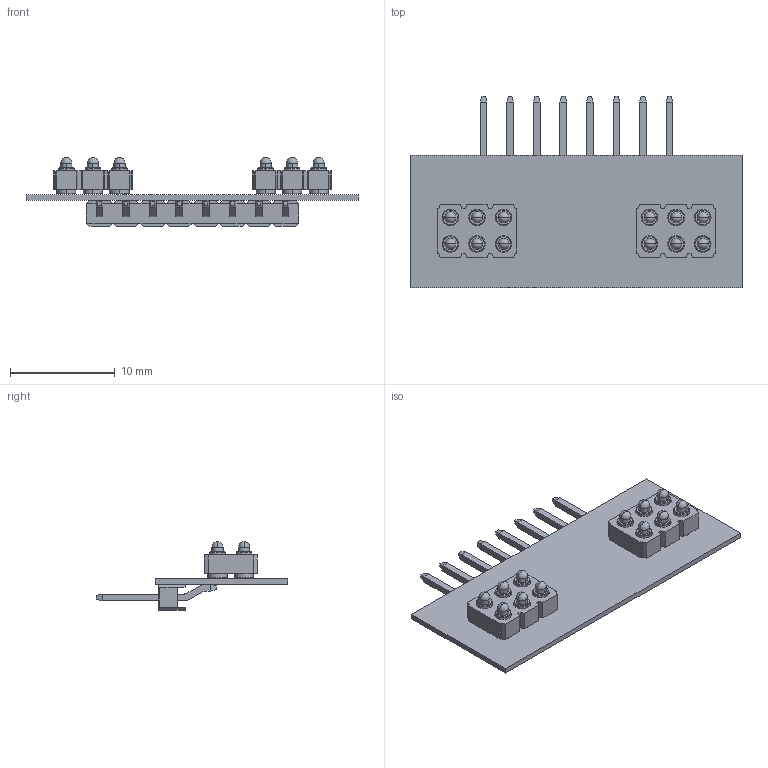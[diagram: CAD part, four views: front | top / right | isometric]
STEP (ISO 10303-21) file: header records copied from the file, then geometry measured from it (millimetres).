
FILE_DESCRIPTION(('Open CASCADE Model'),'2;1');
FILE_NAME('Open CASCADE Shape Model','2022-05-25T00:37:49',('Author'),( 'Open CASCADE'),'Open CASCADE STEP processor 6.8','Open CASCADE 6.8' ,'Unknown');
FILE_SCHEMA(('AUTOMOTIVE_DESIGN { 1 0 10303 214 1 1 1 1 }'));
Length unit declared in the file: millimetre
Products named in the file (12): PCB; BoardPogoBattPack-V0; Open CASCADE STEP translator 6.8 3.1.1; J2PogoBattPack-V0; 8766923184; M20-88908_MOULD; M20-889_CONTACT; J3PogoBattPack-V0; mill-max-813-22-006-30-000101; mill-max-813-22-006-30-000101_
P4XX-28-011-00-090000(P406-28-011-00-090000); mill-max-813-22-006-30-000101_0900; J1PogoBattPack-V0
Assembly tree (24 placements, depth 4):
  PCB
    BoardPogoBattPack-V0
      Open CASCADE STEP translator 6.8 3.1.1
    J2PogoBattPack-V0
      8766923184
        M20-88908_MOULD
        M20-889_CONTACT  x8
    J3PogoBattPack-V0
      mill-max-813-22-006-30-000101
        mill-max-813-22-006-30-000101_
P4XX-28-011-00-090000(P406-28-011-00-090000)
        mill-max-813-22-006-30-000101_0900  x6
    J1PogoBattPack-V0
      mill-max-813-22-006-30-000101
        mill-max-813-22-006-30-000101_
P4XX-28-011-00-090000(P406-28-011-00-090000)
        mill-max-813-22-006-30-000101_0900  x6
Bounding box: 31.75 x 18.33 x 6.59 mm (x, y, z)
Volume: 493.1 mm3; surface area: 1913.6 mm2
Topology: 24 solids, 24 shells, 680 faces, 1648 edges, 1028 vertices
Faces by surface type: plane 456, cylinder 152, cone 48, sphere 24
Entity records: 8931 total; most frequent: CARTESIAN_POINT 1526, ORIENTED_EDGE 1488, DIRECTION 1422, EDGE_CURVE 744, LINE 688, VECTOR 688, VERTEX_POINT 471, AXIS2_PLACEMENT_3D 367
